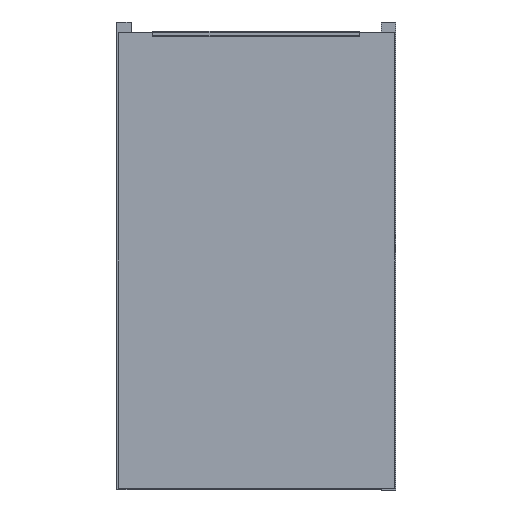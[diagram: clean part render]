
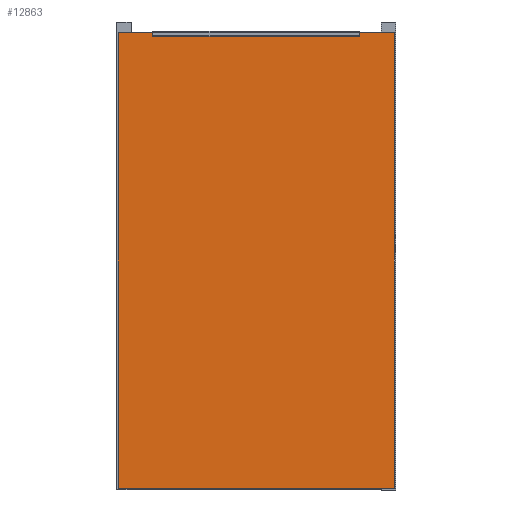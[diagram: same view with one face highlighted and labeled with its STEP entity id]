
A CAD part, front view. The second image highlights one B-rep face of the part: STEP entity #12863.
In plain terms, the highlighted planar face has unit normal (0, -1, 0).
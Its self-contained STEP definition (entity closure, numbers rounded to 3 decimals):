
#960=FACE_OUTER_BOUND('',#1683,.T.);
#1683=EDGE_LOOP('',(#8611,#8612,#8613,#8614));
#2459=LINE('',#18467,#3902);
#2465=LINE('',#18479,#3908);
#2468=LINE('',#18484,#3911);
#2469=LINE('',#18486,#3912);
#3902=VECTOR('',#14803,1.);
#3908=VECTOR('',#14811,1.);
#3911=VECTOR('',#14818,1.);
#3912=VECTOR('',#14821,1.);
#5329=VERTEX_POINT('',#18464);
#5330=VERTEX_POINT('',#18466);
#5332=VERTEX_POINT('',#18472);
#5335=VERTEX_POINT('',#18477);
#6619=EDGE_CURVE('',#5329,#5330,#2459,.T.);
#6625=EDGE_CURVE('',#5335,#5332,#2465,.T.);
#6628=EDGE_CURVE('',#5330,#5335,#2468,.T.);
#6629=EDGE_CURVE('',#5329,#5332,#2469,.T.);
#8611=ORIENTED_EDGE('',*,*,#6629,.T.);
#8612=ORIENTED_EDGE('',*,*,#6625,.F.);
#8613=ORIENTED_EDGE('',*,*,#6628,.F.);
#8614=ORIENTED_EDGE('',*,*,#6619,.F.);
#12385=PLANE('',#13625);
#12863=ADVANCED_FACE('',(#960),#12385,.F.);
#13625=AXIS2_PLACEMENT_3D('',#18485,#14819,#14820);
#14803=DIRECTION('',(1.,0.,0.));
#14811=DIRECTION('',(-1.,0.,0.));
#14818=DIRECTION('',(0.,0.,-1.));
#14819=DIRECTION('center_axis',(0.,1.,0.));
#14820=DIRECTION('ref_axis',(0.,0.,-1.));
#14821=DIRECTION('',(0.,0.,-1.));
#18464=CARTESIAN_POINT('',(1.5,-243.,508.));
#18466=CARTESIAN_POINT('',(308.5,-243.,508.));
#18467=CARTESIAN_POINT('',(155.,-243.,508.));
#18472=CARTESIAN_POINT('',(1.5,-243.,2.));
#18477=CARTESIAN_POINT('',(308.5,-243.,2.));
#18479=CARTESIAN_POINT('',(155.,-243.,2.));
#18484=CARTESIAN_POINT('',(308.5,-243.,255.));
#18485=CARTESIAN_POINT('Origin',(155.,-243.,255.));
#18486=CARTESIAN_POINT('',(1.5,-243.,255.));
